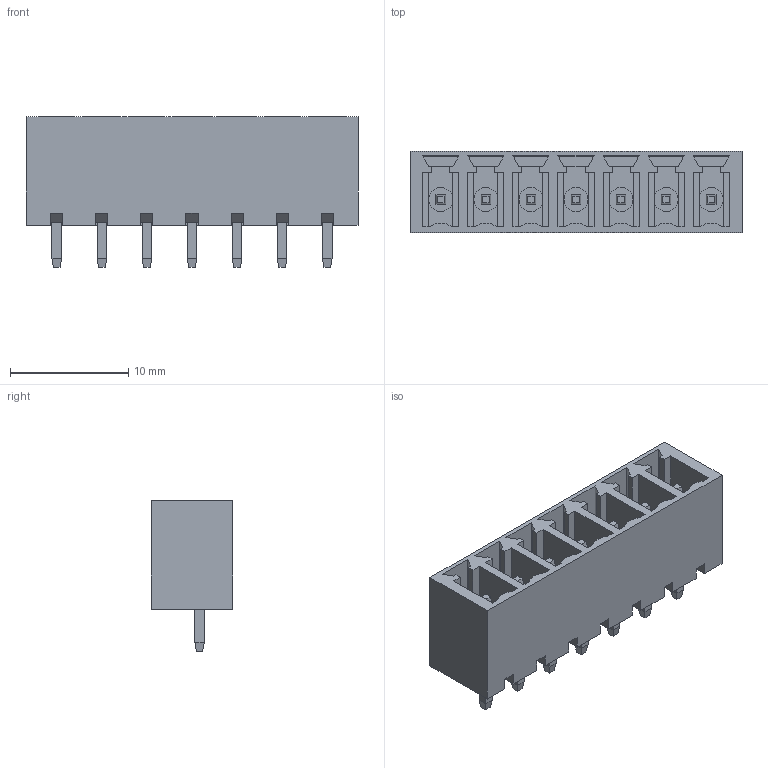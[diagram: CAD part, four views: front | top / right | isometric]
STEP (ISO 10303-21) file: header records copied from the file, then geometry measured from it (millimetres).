
FILE_DESCRIPTION((''),'2;1');
FILE_NAME('395111007','2015-01-28T',('me'),(''),'PRO/ENGINEER BY PARAMETRIC TECHNOLOGY CORPORATION, 2011490','PRO/ENGINEER BY PARAMETRIC TECHNOLOGY CORPORATION, 2011490','');
FILE_SCHEMA(('CONFIG_CONTROL_DESIGN'));
Length unit declared in the file: inch
Products named in the file (1): 395111007
Bounding box: 28.07 x 6.86 x 12.7 mm (x, y, z)
Volume: 941.3 mm3; surface area: 2486.4 mm2
Topology: 1 solids, 1 shells, 328 faces, 866 edges, 568 vertices
Faces by surface type: plane 307, cylinder 21
Entity records: 9914 total; most frequent: CARTESIAN_POINT 1735, ORIENTED_EDGE 1690, DIRECTION 1594, EDGE_CURVE 845, VECTOR 796, LINE 796, VERTEX_POINT 540, AXIS2_PLACEMENT_3D 399
